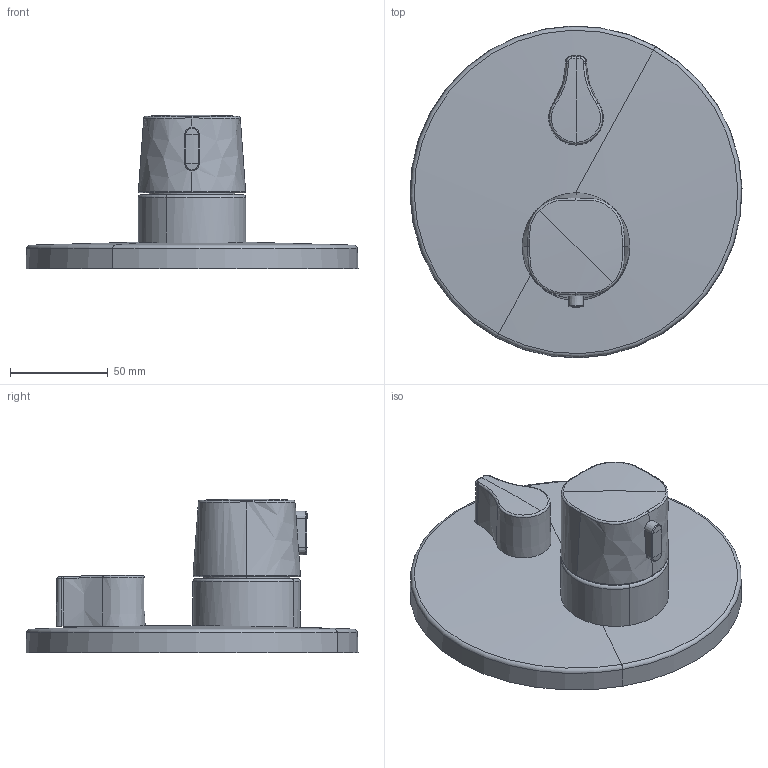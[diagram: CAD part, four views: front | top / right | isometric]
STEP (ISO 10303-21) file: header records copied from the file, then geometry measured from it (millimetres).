
FILE_DESCRIPTION (( 'STEP AP203' ), '1' );
FILE_NAME ('81143552(2018).STEP', '2018-11-12T12:38:57', ( '' ), ( '' ), 'SwSTEP 2.0', 'SolidWorks 2016', '' );
FILE_SCHEMA (( 'CONFIG_CONTROL_DESIGN' ));
Length unit declared in the file: millimetre
Products named in the file (1): 81143552(2018)
Bounding box: 169.98 x 169.98 x 78.79 mm (x, y, z)
Volume: 465666.6 mm3; surface area: 67383.7 mm2
Topology: 1 solids, 1 shells, 62 faces, 145 edges, 88 vertices
Faces by surface type: bspline 16, torus 12, cone 9, plane 9, sphere 8, cylinder 8
Entity records: 4257 total; most frequent: CARTESIAN_POINT 2858, ORIENTED_EDGE 290, DIRECTION 265, EDGE_CURVE 145, AXIS2_PLACEMENT_3D 120, VERTEX_POINT 88, CIRCLE 73, EDGE_LOOP 65
